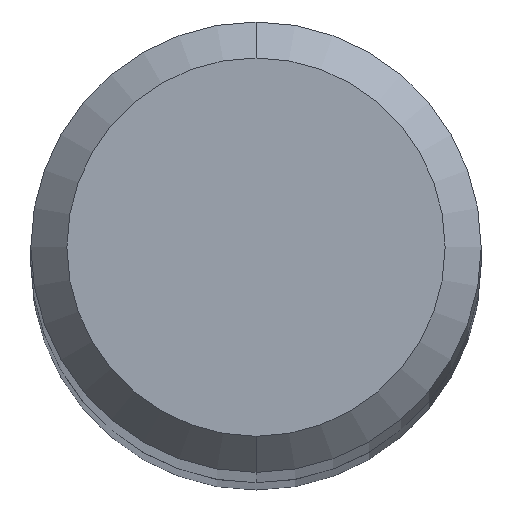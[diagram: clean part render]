
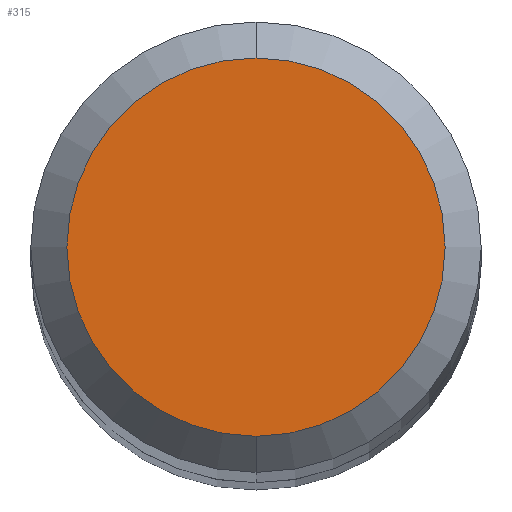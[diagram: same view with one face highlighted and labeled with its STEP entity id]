
A CAD part, top view. The second image highlights one B-rep face of the part: STEP entity #315.
In plain terms, the highlighted planar face has unit normal (0, 0, 1).
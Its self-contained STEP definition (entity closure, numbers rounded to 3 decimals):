
#269=EDGE_CURVE('',#307,#285,#555,.T.);
#285=VERTEX_POINT('',#571);
#307=VERTEX_POINT('',#595);
#315=ADVANCED_FACE('',(#603),#604,.T.);
#359=EDGE_CURVE('',#285,#307,#653,.T.);
#555=CIRCLE('',#955,1.05);
#571=CARTESIAN_POINT('',(0.0,1.05,0.0));
#595=CARTESIAN_POINT('',(0.,-1.05,0.0));
#603=FACE_OUTER_BOUND('',#1095,.T.);
#604=PLANE('',#1096);
#653=CIRCLE('',#1188,1.05);
#955=AXIS2_PLACEMENT_3D('',#1445,#1446,#1447);
#1095=EDGE_LOOP('',(#1473,#1474));
#1096=AXIS2_PLACEMENT_3D('',#1475,#1476,#1477);
#1188=AXIS2_PLACEMENT_3D('',#1528,#1529,#1530);
#1445=CARTESIAN_POINT('',(0.0,0.0,0.0));
#1446=DIRECTION('',(0.0,0.0,-1.0));
#1447=DIRECTION('',(0.0,1.0,0.0));
#1473=ORIENTED_EDGE('',*,*,#359,.F.);
#1474=ORIENTED_EDGE('',*,*,#269,.F.);
#1475=CARTESIAN_POINT('',(0.0,0.525,0.0));
#1476=DIRECTION('',(-0.0,0.0,1.0));
#1477=DIRECTION('',(0.0,-1.0,0.0));
#1528=CARTESIAN_POINT('',(0.0,0.0,0.0));
#1529=DIRECTION('',(0.0,0.0,-1.0));
#1530=DIRECTION('',(0.0,1.0,0.0));
